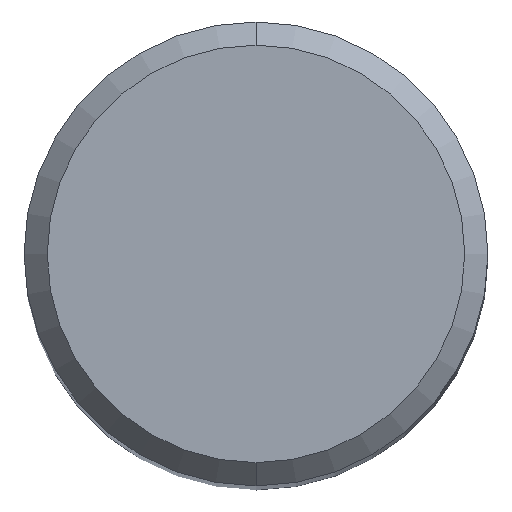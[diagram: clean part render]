
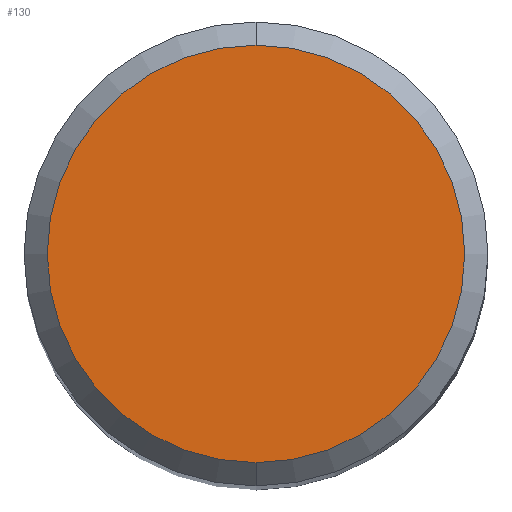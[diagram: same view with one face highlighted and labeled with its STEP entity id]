
A CAD part, top view. The second image highlights one B-rep face of the part: STEP entity #130.
In plain terms, the highlighted planar face has unit normal (0, 0, 1).
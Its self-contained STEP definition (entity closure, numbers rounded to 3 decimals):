
#108=VERTEX_POINT('',#263);
#126=EDGE_CURVE('',#176,#108,#281,.T.);
#130=ADVANCED_FACE('',(#285),#286,.T.);
#176=VERTEX_POINT('',#339);
#186=EDGE_CURVE('',#108,#176,#350,.T.);
#263=CARTESIAN_POINT('',(0.,-4.5,0.0));
#281=CIRCLE('',#453,4.5);
#285=FACE_OUTER_BOUND('',#458,.T.);
#286=PLANE('',#459);
#339=CARTESIAN_POINT('',(0.0,4.5,0.0));
#350=CIRCLE('',#534,4.5);
#453=AXIS2_PLACEMENT_3D('',#633,#634,#635);
#458=EDGE_LOOP('',(#640,#641));
#459=AXIS2_PLACEMENT_3D('',#642,#643,#644);
#534=AXIS2_PLACEMENT_3D('',#727,#728,#729);
#633=CARTESIAN_POINT('',(0.0,0.0,0.0));
#634=DIRECTION('',(0.0,0.0,-1.0));
#635=DIRECTION('',(0.0,1.0,0.0));
#640=ORIENTED_EDGE('',*,*,#126,.F.);
#641=ORIENTED_EDGE('',*,*,#186,.F.);
#642=CARTESIAN_POINT('',(0.0,2.25,0.0));
#643=DIRECTION('',(-0.0,0.0,1.0));
#644=DIRECTION('',(0.0,-1.0,0.0));
#727=CARTESIAN_POINT('',(0.0,0.0,0.0));
#728=DIRECTION('',(0.0,0.0,-1.0));
#729=DIRECTION('',(0.0,1.0,0.0));
